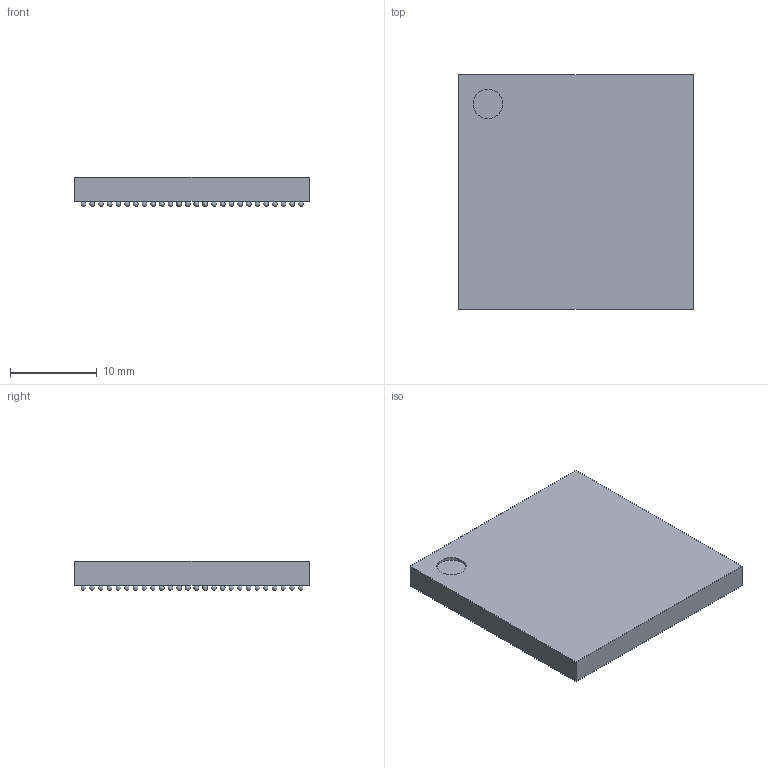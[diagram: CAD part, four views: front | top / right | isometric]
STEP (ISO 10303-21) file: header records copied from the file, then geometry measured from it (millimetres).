
FILE_DESCRIPTION(('FreeCAD Model'),'2;1');
FILE_NAME('1406820.1.1.stp','2021-09-01T06:15:03',( 'Author'),(''),'Open CASCADE STEP processor 6.9','FreeCAD','Unknown' );
FILE_SCHEMA(('AUTOMOTIVE_DESIGN { 1 0 10303 214 1 1 1 1 }'));
Length unit declared in the file: millimetre
Products named in the file (3): ASSEMBLY; Array; Body
Assembly tree (2 placements, depth 2):
  ASSEMBLY
    Array
    Body
Bounding box: 27 x 27 x 3.37 mm (x, y, z)
Volume: 2092.8 mm3; surface area: 2525.3 mm2
Topology: 677 solids, 677 shells, 684 faces, 2043 edges, 1362 vertices
Faces by surface type: sphere 676, plane 7, cylinder 1
Full cylindrical faces by diameter (mm): 3.375 x1
Entity records: 14651 total; most frequent: DIRECTION 1421, CARTESIAN_POINT 1418, AXIS2_PLACEMENT_3D 689, VERTEX_POINT 686, FACE_BOUND 685, ADVANCED_FACE 684, MANIFOLD_SOLID_BREP 677, CLOSED_SHELL 677
